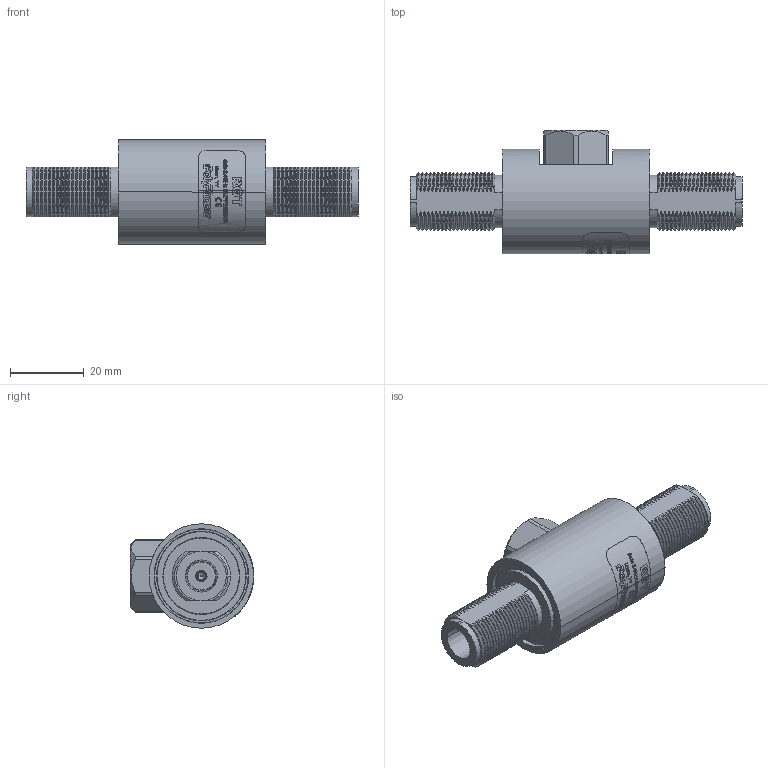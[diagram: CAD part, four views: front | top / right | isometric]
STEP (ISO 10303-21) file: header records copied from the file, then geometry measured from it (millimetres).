
FILE_DESCRIPTION (( 'STEP AP214' ), '1' );
FILE_NAME ('RGT.STEP', '2019-07-30T16:30:16', ( '' ), ( '' ), 'SwSTEP 2.0', 'SolidWorks 2019', '' );
FILE_SCHEMA (( 'AUTOMOTIVE_DESIGN' ));
Length unit declared in the file: inch
Products named in the file (10): 2011-1306; 4032-0011; 5510-0002; RGT; 7020-1924_Curved; 7020-1924
Assembly tree (5 placements, depth 2):
  2011-1306
  2011-1306
  4032-0011
  RGT
    2011-1306  x2
    5510-0002
    4032-0011
    7020-1924_Curved
  5510-0002
Bounding box: 90.04 x 33.44 x 28.32 mm (x, y, z)
Volume: 29889 mm3; surface area: 16742.9 mm2
Topology: 5 solids, 5 shells, 751 faces, 2677 edges, 2002 vertices
Faces by surface type: cylinder 390, cone 278, plane 65, torus 18
Entity records: 25735 total; most frequent: CARTESIAN_POINT 9374, ORIENTED_EDGE 3740, DIRECTION 2653, EDGE_CURVE 1870, VERTEX_POINT 1486, AXIS2_PLACEMENT_3D 1069, B_SPLINE_CURVE_WITH_KNOTS 751, CIRCLE 604
